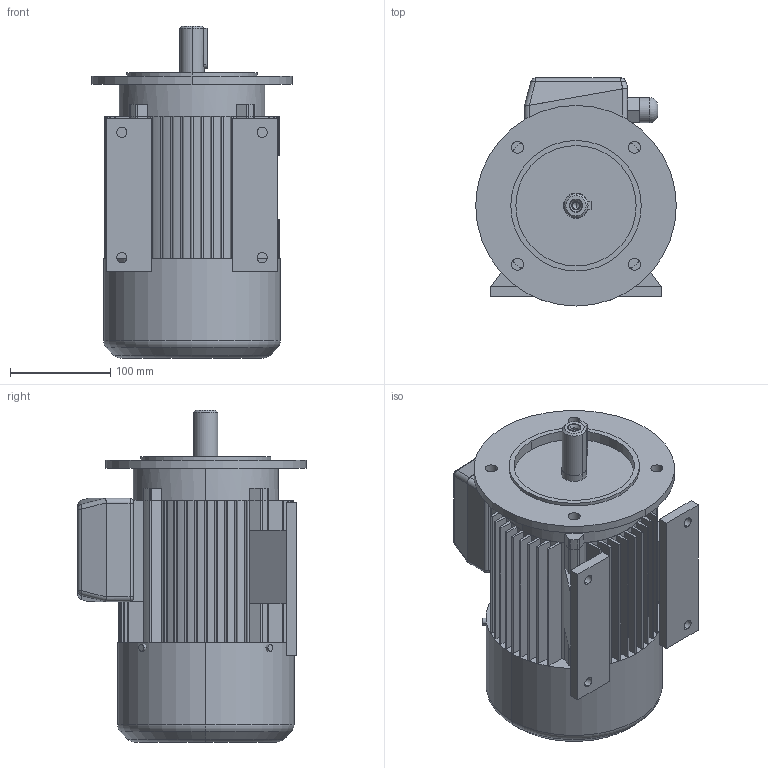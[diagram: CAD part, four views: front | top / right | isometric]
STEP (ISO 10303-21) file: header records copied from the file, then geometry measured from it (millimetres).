
FILE_DESCRIPTION (( 'STEP AP203' ), '1' );
FILE_NAME ('SLh 90L-B35.STEP', '2010-02-09T12:28:30', ( 'INDUKTA' ), ( 'CANTONI MOTOR' ), 'SwSTEP 2.0', 'SolidWorks 2003064', '' );
FILE_SCHEMA (( 'CONFIG_CONTROL_DESIGN' ));
Length unit declared in the file: millimetre
Products named in the file (1): SLh 90L-B35
Bounding box: 200 x 227.5 x 331 mm (x, y, z)
Volume: 6590921.9 mm3; surface area: 530236 mm2
Topology: 13 solids, 13 shells, 506 faces, 1347 edges, 875 vertices
Faces by surface type: plane 253, cylinder 185, bspline 42, cone 12, torus 10, sphere 4
Entity records: 18685 total; most frequent: CARTESIAN_POINT 5970, ORIENTED_EDGE 2682, DIRECTION 2585, EDGE_CURVE 1341, VERTEX_POINT 875, AXIS2_PLACEMENT_3D 874, VECTOR 837, LINE 837
